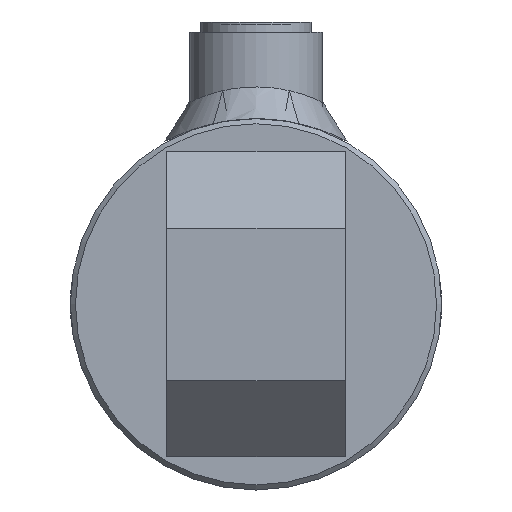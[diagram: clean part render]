
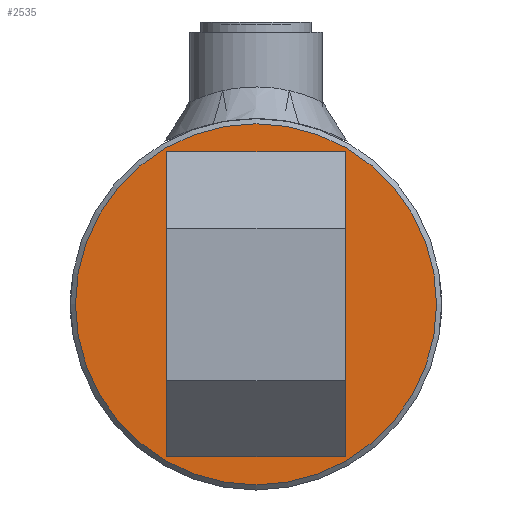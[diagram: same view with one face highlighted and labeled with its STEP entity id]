
A CAD part, left-side view. The second image highlights one B-rep face of the part: STEP entity #2535.
In plain terms, the highlighted planar face has unit normal (-1, 0, 0).
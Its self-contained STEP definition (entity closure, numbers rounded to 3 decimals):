
#382=CIRCLE('',#3718,35.5);
#825=ORIENTED_EDGE('',*,*,#1129,.T.);
#1129=EDGE_CURVE('',#1372,#1372,#382,.T.);
#1372=VERTEX_POINT('',#6951);
#1829=EDGE_LOOP('',(#825));
#2231=FACE_BOUND('',#1829,.T.);
#2348=PLANE('',#3717);
#2535=ADVANCED_FACE('',(#2231),#2348,.T.);
#3717=AXIS2_PLACEMENT_3D('',#6949,#4468,#4469);
#3718=AXIS2_PLACEMENT_3D('',#6950,#4470,#4471);
#4468=DIRECTION('',(-1.,0.,0.));
#4469=DIRECTION('',(0.,-1.,0.));
#4470=DIRECTION('',(-1.,0.,0.));
#4471=DIRECTION('',(0.,-1.,0.));
#6949=CARTESIAN_POINT('',(-927.,0.,0.));
#6950=CARTESIAN_POINT('',(-927.,0.,0.));
#6951=CARTESIAN_POINT('',(-927.,-35.5,0.));
